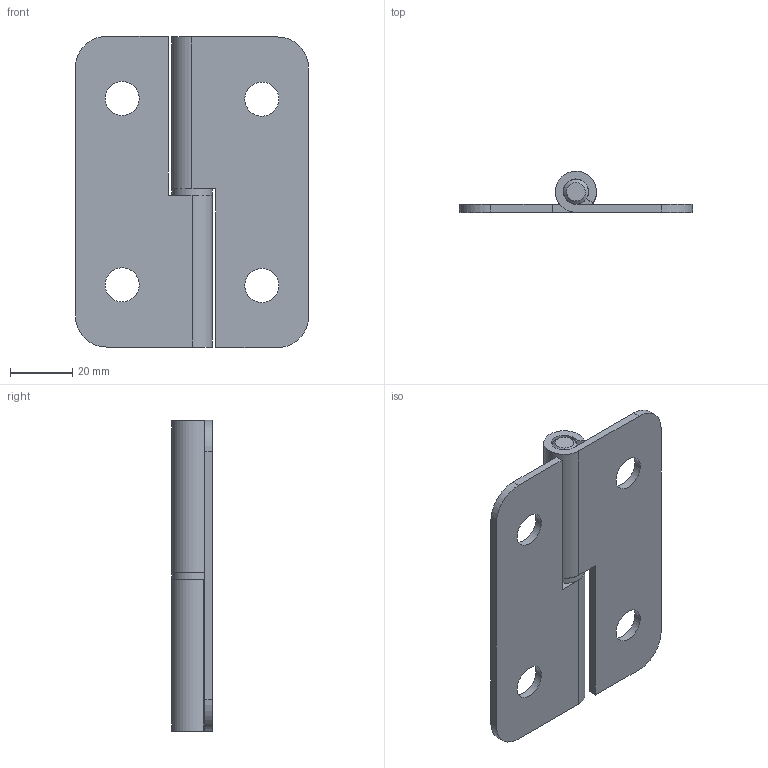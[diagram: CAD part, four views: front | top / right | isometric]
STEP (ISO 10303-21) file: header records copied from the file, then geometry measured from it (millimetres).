
FILE_DESCRIPTION(('STEP AP214'),'1');
FILE_NAME('899.step','2013-09-12T08:00:01',(' '),(' '),'Spatial InterOp 3D',' ',' ');
FILE_SCHEMA(('automotive_design'));
Length unit declared in the file: millimetre
Products named in the file (4): 33103041; 33005077; 33005078
Bounding box: 75 x 13.18 x 100.2 mm (x, y, z)
Volume: 27744.9 mm3; surface area: 22902.6 mm2
Topology: 4 solids, 4 shells, 88 faces, 232 edges, 154 vertices
Faces by surface type: plane 54, cylinder 32, cone 2
Full cylindrical faces by diameter (mm): 8 x2, 8.1 x1, 11 x4, 13 x1
Entity records: 3461 total; most frequent: DIRECTION 472, CARTESIAN_POINT 468, ORIENTED_EDGE 444, EDGE_CURVE 222, AXIS2_PLACEMENT_3D 158, LINE 156, VECTOR 156, VERTEX_POINT 154
